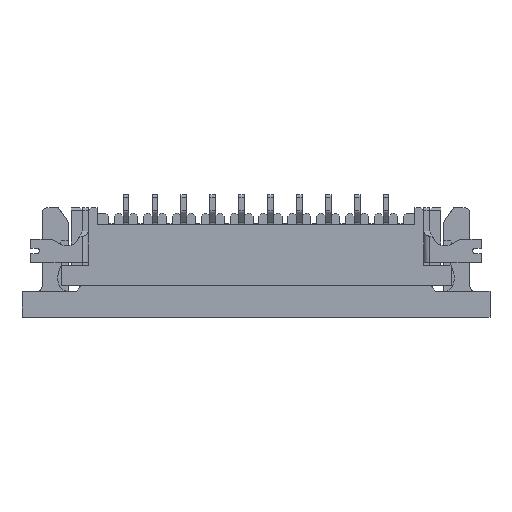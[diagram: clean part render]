
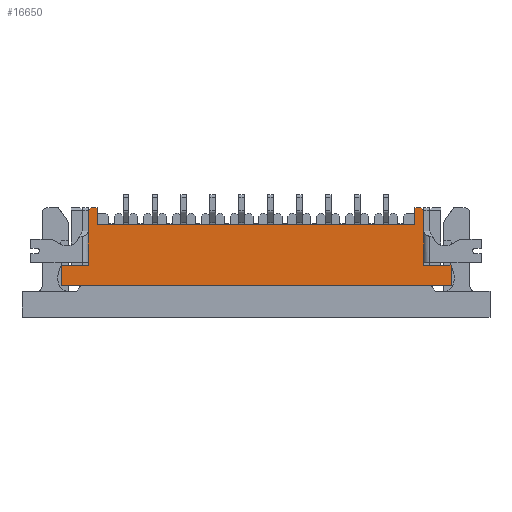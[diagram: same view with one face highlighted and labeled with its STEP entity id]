
A CAD part, top view. The second image highlights one B-rep face of the part: STEP entity #16650.
In plain terms, the highlighted planar face has unit normal (0, 0, 1).
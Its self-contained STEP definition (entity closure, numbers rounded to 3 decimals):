
#950=ORIENTED_EDGE('',*,*,#5989,.T.);
#951=ORIENTED_EDGE('',*,*,#5990,.T.);
#952=ORIENTED_EDGE('',*,*,#5991,.T.);
#953=ORIENTED_EDGE('',*,*,#5992,.T.);
#954=ORIENTED_EDGE('',*,*,#5993,.T.);
#955=ORIENTED_EDGE('',*,*,#5994,.F.);
#956=ORIENTED_EDGE('',*,*,#5995,.F.);
#957=ORIENTED_EDGE('',*,*,#5996,.T.);
#958=ORIENTED_EDGE('',*,*,#5997,.T.);
#959=ORIENTED_EDGE('',*,*,#5998,.T.);
#960=ORIENTED_EDGE('',*,*,#5999,.F.);
#961=ORIENTED_EDGE('',*,*,#6000,.F.);
#962=ORIENTED_EDGE('',*,*,#6001,.T.);
#963=ORIENTED_EDGE('',*,*,#6002,.T.);
#5989=EDGE_CURVE('',#8488,#8489,#10141,.T.);
#5990=EDGE_CURVE('',#8489,#8490,#10142,.T.);
#5991=EDGE_CURVE('',#8490,#8491,#10143,.T.);
#5992=EDGE_CURVE('',#8491,#8492,#10144,.T.);
#5993=EDGE_CURVE('',#8492,#8493,#10145,.T.);
#5994=EDGE_CURVE('',#8494,#8493,#10146,.T.);
#5995=EDGE_CURVE('',#8495,#8494,#10147,.T.);
#5996=EDGE_CURVE('',#8495,#8496,#10148,.T.);
#5997=EDGE_CURVE('',#8496,#8497,#10149,.T.);
#5998=EDGE_CURVE('',#8497,#8498,#10150,.T.);
#5999=EDGE_CURVE('',#8499,#8498,#10151,.T.);
#6000=EDGE_CURVE('',#8500,#8499,#10152,.T.);
#6001=EDGE_CURVE('',#8500,#8501,#10153,.T.);
#6002=EDGE_CURVE('',#8501,#8488,#10154,.T.);
#8488=VERTEX_POINT('',#23831);
#8489=VERTEX_POINT('',#23832);
#8490=VERTEX_POINT('',#23834);
#8491=VERTEX_POINT('',#23836);
#8492=VERTEX_POINT('',#23838);
#8493=VERTEX_POINT('',#23840);
#8494=VERTEX_POINT('',#23842);
#8495=VERTEX_POINT('',#23844);
#8496=VERTEX_POINT('',#23846);
#8497=VERTEX_POINT('',#23848);
#8498=VERTEX_POINT('',#23850);
#8499=VERTEX_POINT('',#23852);
#8500=VERTEX_POINT('',#23854);
#8501=VERTEX_POINT('',#23856);
#10141=LINE('',#23830,#12363);
#10142=LINE('',#23833,#12364);
#10143=LINE('',#23835,#12365);
#10144=LINE('',#23837,#12366);
#10145=LINE('',#23839,#12367);
#10146=LINE('',#23841,#12368);
#10147=LINE('',#23843,#12369);
#10148=LINE('',#23845,#12370);
#10149=LINE('',#23847,#12371);
#10150=LINE('',#23849,#12372);
#10151=LINE('',#23851,#12373);
#10152=LINE('',#23853,#12374);
#10153=LINE('',#23855,#12375);
#10154=LINE('',#23857,#12376);
#12363=VECTOR('',#19145,1000.);
#12364=VECTOR('',#19146,1000.);
#12365=VECTOR('',#19147,1000.);
#12366=VECTOR('',#19148,1000.);
#12367=VECTOR('',#19149,1000.);
#12368=VECTOR('',#19150,1000.);
#12369=VECTOR('',#19151,1000.);
#12370=VECTOR('',#19152,1000.);
#12371=VECTOR('',#19153,1000.);
#12372=VECTOR('',#19154,1000.);
#12373=VECTOR('',#19155,1000.);
#12374=VECTOR('',#19156,1000.);
#12375=VECTOR('',#19157,1000.);
#12376=VECTOR('',#19158,1000.);
#14361=EDGE_LOOP('',(#950,#951,#952,#953,#954,#955,#956,#957,#958,#959,
#960,#961,#962,#963));
#15177=FACE_BOUND('',#14361,.T.);
#15972=PLANE('',#17567);
#16650=ADVANCED_FACE('',(#15177),#15972,.T.);
#17567=AXIS2_PLACEMENT_3D('',#23829,#19143,#19144);
#19143=DIRECTION('',(0.,0.,1.));
#19144=DIRECTION('',(1.,0.,0.));
#19145=DIRECTION('',(0.,-1.,0.));
#19146=DIRECTION('',(-1.,0.,0.));
#19147=DIRECTION('',(0.,1.,0.));
#19148=DIRECTION('',(-1.,0.,0.));
#19149=DIRECTION('',(-0.707,-0.707,0.));
#19150=DIRECTION('',(0.,1.,0.));
#19151=DIRECTION('',(1.,0.,0.));
#19152=DIRECTION('',(0.,-1.,0.));
#19153=DIRECTION('',(1.,0.,0.));
#19154=DIRECTION('',(0.,1.,0.));
#19155=DIRECTION('',(1.,0.,0.));
#19156=DIRECTION('',(0.,-1.,0.));
#19157=DIRECTION('',(-0.707,0.707,0.));
#19158=DIRECTION('',(-1.,0.,0.));
#23829=CARTESIAN_POINT('',(0.,0.,0.6));
#23830=CARTESIAN_POINT('',(5.5,1.35,0.6));
#23831=CARTESIAN_POINT('',(5.5,1.35,0.6));
#23832=CARTESIAN_POINT('',(5.5,0.75,0.6));
#23833=CARTESIAN_POINT('',(-4.9,0.75,0.6));
#23834=CARTESIAN_POINT('',(-5.5,0.75,0.6));
#23835=CARTESIAN_POINT('',(-5.5,1.15,0.6));
#23836=CARTESIAN_POINT('',(-5.5,1.35,0.6));
#23837=CARTESIAN_POINT('',(6.75,1.35,0.6));
#23838=CARTESIAN_POINT('',(-5.7,1.35,0.6));
#23839=CARTESIAN_POINT('',(-3.525,3.525,0.6));
#23840=CARTESIAN_POINT('',(-5.8,1.25,0.6));
#23841=CARTESIAN_POINT('',(-5.8,-0.65,0.6));
#23842=CARTESIAN_POINT('',(-5.8,-0.65,0.6));
#23843=CARTESIAN_POINT('',(-6.75,-0.65,0.6));
#23844=CARTESIAN_POINT('',(-6.75,-0.65,0.6));
#23845=CARTESIAN_POINT('',(-6.75,1.35,0.6));
#23846=CARTESIAN_POINT('',(-6.75,-1.35,0.6));
#23847=CARTESIAN_POINT('',(-6.75,-1.35,0.6));
#23848=CARTESIAN_POINT('',(6.75,-1.35,0.6));
#23849=CARTESIAN_POINT('',(6.75,-1.35,0.6));
#23850=CARTESIAN_POINT('',(6.75,-0.65,0.6));
#23851=CARTESIAN_POINT('',(6.4,-0.65,0.6));
#23852=CARTESIAN_POINT('',(5.8,-0.65,0.6));
#23853=CARTESIAN_POINT('',(5.8,1.35,0.6));
#23854=CARTESIAN_POINT('',(5.8,1.25,0.6));
#23855=CARTESIAN_POINT('',(3.525,3.525,0.6));
#23856=CARTESIAN_POINT('',(5.7,1.35,0.6));
#23857=CARTESIAN_POINT('',(6.75,1.35,0.6));
